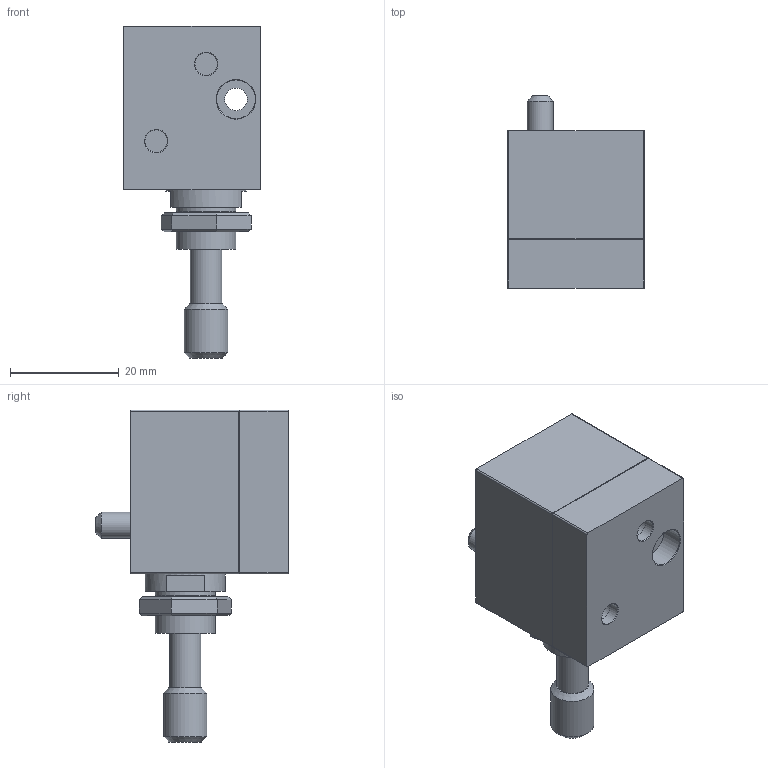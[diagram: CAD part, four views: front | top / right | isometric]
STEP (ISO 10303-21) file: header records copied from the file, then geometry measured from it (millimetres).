
FILE_DESCRIPTION(/* description */ ('Unknown'),/* implementation_level */ '2;1');
FILE_NAME(/* name */ '6.13.00',/* time_stamp */ '2018-09-07T09:31:10-04:00',/* author */ ('Unknown'),/* organization */ ('Unknown'),/* preprocessor_version */ 'ST-DEVELOPER v16.7',/* originating_system */ 'DEX',/* authorisation */ $);
FILE_SCHEMA (('AUTOMOTIVE_DESIGN {1 0 10303 214 3 1 1}'));
Length unit declared in the file: millimetre
Products named in the file (3): 6.13.00; 6.13.00.ecrou
Assembly tree (2 placements, depth 2):
  6.13.00
    6.13.00
    6.13.00.ecrou
Bounding box: 25.2 x 35.5 x 61.15 mm (x, y, z)
Volume: 23639.8 mm3; surface area: 6920 mm2
Topology: 2 solids, 2 shells, 82 faces, 179 edges, 112 vertices
Faces by surface type: plane 49, cylinder 25, cone 8
Full cylindrical faces by diameter (mm): 1.8 x1, 4.134 x6, 4.15 x1, 4.8 x1, 5.8 x1, 7.12 x1, 8 x1, 11 x2, 11.188 x2, 14.8 x1
Entity records: 2714 total; most frequent: DIRECTION 380, CARTESIAN_POINT 343, ORIENTED_EDGE 300, EDGE_CURVE 150, AXIS2_PLACEMENT_3D 145, EDGE_LOOP 122, FACE_BOUND 122, VERTEX_POINT 108
